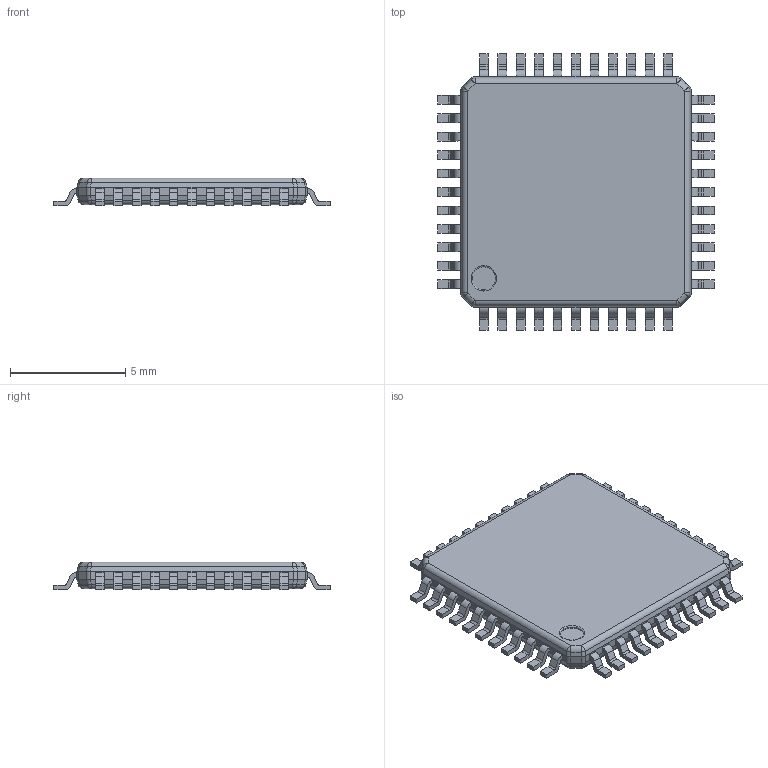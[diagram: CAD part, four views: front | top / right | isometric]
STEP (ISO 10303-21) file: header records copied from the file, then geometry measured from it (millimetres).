
FILE_DESCRIPTION (( 'STEP AP214' ), '1' );
FILE_NAME ( 'QFP44P80_1200X1200X120L60X37.STEP', '2023-03-23T18:42:00', ( '' ), ( '' ), '', '©2017 PCB Libraries, Inc.', '' );
FILE_SCHEMA (( 'AUTOMOTIVE_DESIGN' ));
Length unit declared in the file: millimetre
Products named in the file (1): QFP44P80_1200X1200X120L60X37
Bounding box: 12 x 12 x 1.2 mm (x, y, z)
Volume: 116.4 mm3; surface area: 304.2 mm2
Topology: 45 solids, 45 shells, 703 faces, 1802 edges, 1174 vertices
Faces by surface type: plane 467, cylinder 218, sphere 16, torus 2
Entity records: 23575 total; most frequent: CARTESIAN_POINT 3808, ORIENTED_EDGE 3572, DIRECTION 3554, EDGE_CURVE 1786, VECTOR 1330, LINE 1330, VERTEX_POINT 1174, AXIS2_PLACEMENT_3D 1112
